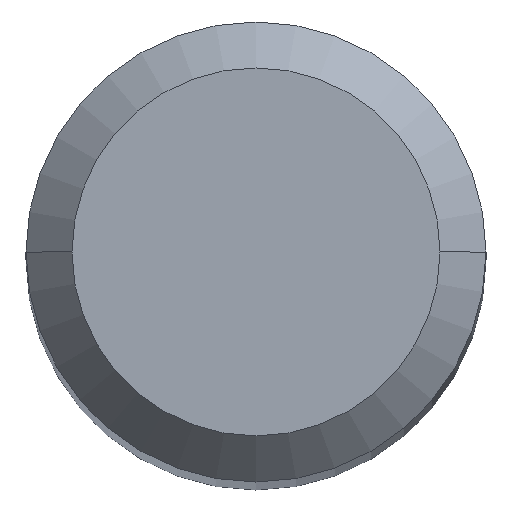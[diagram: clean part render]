
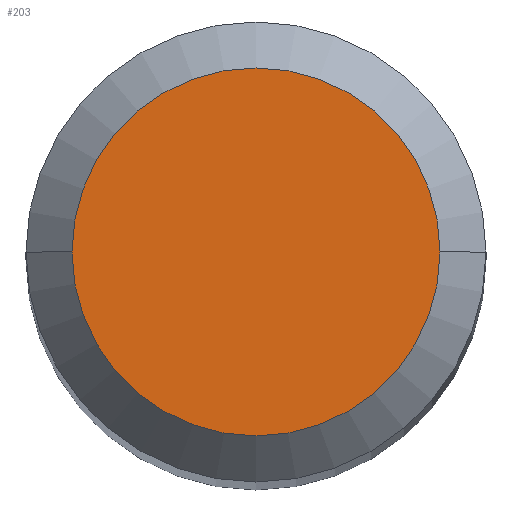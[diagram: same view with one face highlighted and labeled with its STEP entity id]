
A CAD part, top view. The second image highlights one B-rep face of the part: STEP entity #203.
In plain terms, the highlighted planar face has unit normal (0, 0, 1).
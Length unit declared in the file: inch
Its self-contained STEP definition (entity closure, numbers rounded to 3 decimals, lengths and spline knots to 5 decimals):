
#13 = CARTESIAN_POINT ( 'NONE',  ( 0., 0., 0. ) ) ;
#53 = CIRCLE ( 'NONE', #360, 0.05 ) ;
#55 = EDGE_LOOP ( 'NONE', ( #413, #401 ) ) ;
#81 = PLANE ( 'NONE',  #260 ) ;
#90 = DIRECTION ( 'NONE',  ( 0., 0., 1. ) ) ;
#102 = EDGE_CURVE ( 'NONE', #471, #200, #53, .T. ) ;
#119 = CARTESIAN_POINT ( 'NONE',  ( 0.05, 0., 0. ) ) ;
#174 = CARTESIAN_POINT ( 'NONE',  ( 0., 0., 0. ) ) ;
#193 = DIRECTION ( 'NONE',  ( -1., 0., 0. ) ) ;
#196 = CARTESIAN_POINT ( 'NONE',  ( 0., 0., 0. ) ) ;
#200 = VERTEX_POINT ( 'NONE', #119 ) ;
#203 = ADVANCED_FACE ( 'NONE', ( #391 ), #81, .F. ) ;
#260 = AXIS2_PLACEMENT_3D ( 'NONE', #196, #275, #193 ) ;
#272 = DIRECTION ( 'NONE',  ( 1., 0., 0. ) ) ;
#275 = DIRECTION ( 'NONE',  ( 0., 0., -1. ) ) ;
#300 = CARTESIAN_POINT ( 'NONE',  ( -0.05, 0., 0. ) ) ;
#327 = DIRECTION ( 'NONE',  ( 0., 0., 1. ) ) ;
#360 = AXIS2_PLACEMENT_3D ( 'NONE', #13, #90, #272 ) ;
#378 = CIRCLE ( 'NONE', #449, 0.05 ) ;
#391 = FACE_OUTER_BOUND ( 'NONE', #55, .T. ) ;
#401 = ORIENTED_EDGE ( 'NONE', *, *, #415, .T. ) ;
#413 = ORIENTED_EDGE ( 'NONE', *, *, #102, .T. ) ;
#415 = EDGE_CURVE ( 'NONE', #200, #471, #378, .T. ) ;
#449 = AXIS2_PLACEMENT_3D ( 'NONE', #174, #327, #483 ) ;
#471 = VERTEX_POINT ( 'NONE', #300 ) ;
#483 = DIRECTION ( 'NONE',  ( 1., 0., 0. ) ) ;
